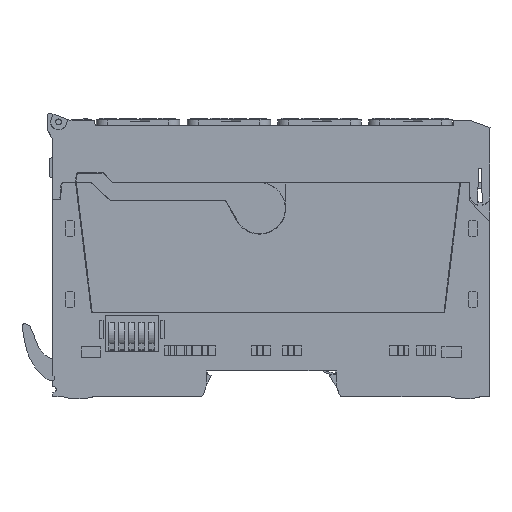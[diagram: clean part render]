
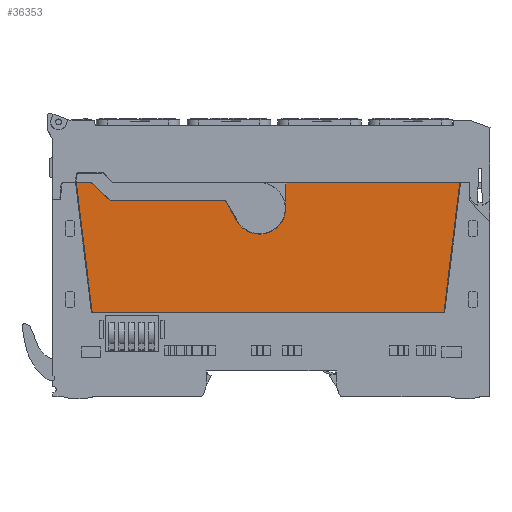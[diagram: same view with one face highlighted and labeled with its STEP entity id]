
A CAD part, left-side view. The second image highlights one B-rep face of the part: STEP entity #36353.
In plain terms, the highlighted planar face has unit normal (-1, 0, 0).
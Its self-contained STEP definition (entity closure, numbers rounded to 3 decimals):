
#654=AXIS2_PLACEMENT_3D('Plane Axis2P3D',#651,#652,#653) ;
#25155=AXIS2_PLACEMENT_3D('Circle Axis2P3D',#25153,#25154,$) ;
#25205=AXIS2_PLACEMENT_3D('Circle Axis2P3D',#25203,#25204,$) ;
#25280=AXIS2_PLACEMENT_3D('Circle Axis2P3D',#25278,#25279,$) ;
#651=CARTESIAN_POINT('Axis2P3D Location',(0.,118.817,0.6)) ;
#24985=CARTESIAN_POINT('Vertex',(0.,55.85,52.075)) ;
#24988=CARTESIAN_POINT('Line Origine',(0.,55.85,55.325)) ;
#24992=CARTESIAN_POINT('Vertex',(0.,55.85,58.575)) ;
#25013=CARTESIAN_POINT('Line Origine',(0.,55.6,58.825)) ;
#25017=CARTESIAN_POINT('Vertex',(0.,55.35,59.075)) ;
#25033=CARTESIAN_POINT('Line Origine',(0.,31.799,59.075)) ;
#25037=CARTESIAN_POINT('Vertex',(0.,8.248,59.075)) ;
#25058=CARTESIAN_POINT('Line Origine',(0.,10.421,41.375)) ;
#25062=CARTESIAN_POINT('Vertex',(0.,12.595,23.675)) ;
#25083=CARTESIAN_POINT('Line Origine',(0.,60.65,23.675)) ;
#25087=CARTESIAN_POINT('Vertex',(0.,108.705,23.675)) ;
#25108=CARTESIAN_POINT('Line Origine',(0.,110.879,41.375)) ;
#25112=CARTESIAN_POINT('Vertex',(0.,113.052,59.075)) ;
#25128=CARTESIAN_POINT('Line Origine',(0.,111.224,59.075)) ;
#25132=CARTESIAN_POINT('Vertex',(0.,109.396,59.075)) ;
#25153=CARTESIAN_POINT('Axis2P3D Location',(0.,109.396,58.075)) ;
#25157=CARTESIAN_POINT('Vertex',(0.,108.688,58.782)) ;
#25178=CARTESIAN_POINT('Line Origine',(0.,106.76,56.853)) ;
#25182=CARTESIAN_POINT('Vertex',(0.,104.831,54.924)) ;
#25203=CARTESIAN_POINT('Axis2P3D Location',(0.,102.78,56.975)) ;
#25207=CARTESIAN_POINT('Vertex',(0.,102.78,54.075)) ;
#25228=CARTESIAN_POINT('Line Origine',(0.,87.542,54.075)) ;
#25232=CARTESIAN_POINT('Vertex',(0.,72.303,54.075)) ;
#25253=CARTESIAN_POINT('Line Origine',(0.,70.701,51.3)) ;
#25257=CARTESIAN_POINT('Vertex',(0.,69.099,48.525)) ;
#25278=CARTESIAN_POINT('Axis2P3D Location',(0.,62.95,52.075)) ;
#652=DIRECTION('Axis2P3D Direction',(1.,0.,0.)) ;
#653=DIRECTION('Axis2P3D XDirection',(0.,-1.,0.)) ;
#24989=DIRECTION('Vector Direction',(0.,0.,1.)) ;
#25014=DIRECTION('Vector Direction',(0.,-0.707,0.707)) ;
#25034=DIRECTION('Vector Direction',(0.,-1.,0.)) ;
#25059=DIRECTION('Vector Direction',(0.,0.122,-0.993)) ;
#25084=DIRECTION('Vector Direction',(0.,1.,0.)) ;
#25109=DIRECTION('Vector Direction',(0.,0.122,0.993)) ;
#25129=DIRECTION('Vector Direction',(0.,-1.,0.)) ;
#25154=DIRECTION('Axis2P3D Direction',(-1.,0.,0.)) ;
#25179=DIRECTION('Vector Direction',(0.,-0.707,-0.707)) ;
#25204=DIRECTION('Axis2P3D Direction',(-1.,0.,0.)) ;
#25229=DIRECTION('Vector Direction',(0.,-1.,0.)) ;
#25254=DIRECTION('Vector Direction',(0.,-0.5,-0.866)) ;
#25279=DIRECTION('Axis2P3D Direction',(-1.,0.,0.)) ;
#24990=VECTOR('Line Direction',#24989,1.) ;
#25015=VECTOR('Line Direction',#25014,1.) ;
#25035=VECTOR('Line Direction',#25034,1.) ;
#25060=VECTOR('Line Direction',#25059,1.) ;
#25085=VECTOR('Line Direction',#25084,1.) ;
#25110=VECTOR('Line Direction',#25109,1.) ;
#25130=VECTOR('Line Direction',#25129,1.) ;
#25180=VECTOR('Line Direction',#25179,1.) ;
#25230=VECTOR('Line Direction',#25229,1.) ;
#25255=VECTOR('Line Direction',#25254,1.) ;
#36339=ORIENTED_EDGE('',*,*,#25064,.T.) ;
#36340=ORIENTED_EDGE('',*,*,#25039,.T.) ;
#36341=ORIENTED_EDGE('',*,*,#25019,.T.) ;
#36342=ORIENTED_EDGE('',*,*,#24994,.T.) ;
#36343=ORIENTED_EDGE('',*,*,#25282,.T.) ;
#36344=ORIENTED_EDGE('',*,*,#25259,.T.) ;
#36345=ORIENTED_EDGE('',*,*,#25234,.T.) ;
#36346=ORIENTED_EDGE('',*,*,#25209,.T.) ;
#36347=ORIENTED_EDGE('',*,*,#25184,.T.) ;
#36348=ORIENTED_EDGE('',*,*,#25159,.T.) ;
#36349=ORIENTED_EDGE('',*,*,#25134,.T.) ;
#36350=ORIENTED_EDGE('',*,*,#25114,.T.) ;
#36351=ORIENTED_EDGE('',*,*,#25089,.T.) ;
#36353=ADVANCED_FACE('Modul',(#36352),#655,.F.) ;
#25156=CIRCLE('generated circle',#25155,1.) ;
#25206=CIRCLE('generated circle',#25205,2.9) ;
#25281=CIRCLE('generated circle',#25280,7.1) ;
#24994=EDGE_CURVE('',#24993,#24986,#24991,.F.) ;
#25019=EDGE_CURVE('',#25018,#24993,#25016,.F.) ;
#25039=EDGE_CURVE('',#25038,#25018,#25036,.F.) ;
#25064=EDGE_CURVE('',#25063,#25038,#25061,.F.) ;
#25089=EDGE_CURVE('',#25088,#25063,#25086,.F.) ;
#25114=EDGE_CURVE('',#25113,#25088,#25111,.F.) ;
#25134=EDGE_CURVE('',#25133,#25113,#25131,.F.) ;
#25159=EDGE_CURVE('',#25158,#25133,#25156,.T.) ;
#25184=EDGE_CURVE('',#25183,#25158,#25181,.F.) ;
#25209=EDGE_CURVE('',#25208,#25183,#25206,.F.) ;
#25234=EDGE_CURVE('',#25233,#25208,#25231,.F.) ;
#25259=EDGE_CURVE('',#25258,#25233,#25256,.F.) ;
#25282=EDGE_CURVE('',#24986,#25258,#25281,.F.) ;
#36338=EDGE_LOOP('',(#36339,#36340,#36341,#36342,#36343,#36344,#36345,#36346,#36347,#36348,#36349,#36350,#36351)) ;
#36352=FACE_OUTER_BOUND('',#36338,.T.) ;
#24991=LINE('Line',#24988,#24990) ;
#25016=LINE('Line',#25013,#25015) ;
#25036=LINE('Line',#25033,#25035) ;
#25061=LINE('Line',#25058,#25060) ;
#25086=LINE('Line',#25083,#25085) ;
#25111=LINE('Line',#25108,#25110) ;
#25131=LINE('Line',#25128,#25130) ;
#25181=LINE('Line',#25178,#25180) ;
#25231=LINE('Line',#25228,#25230) ;
#25256=LINE('Line',#25253,#25255) ;
#655=PLANE('',#654) ;
#24986=VERTEX_POINT('',#24985) ;
#24993=VERTEX_POINT('',#24992) ;
#25018=VERTEX_POINT('',#25017) ;
#25038=VERTEX_POINT('',#25037) ;
#25063=VERTEX_POINT('',#25062) ;
#25088=VERTEX_POINT('',#25087) ;
#25113=VERTEX_POINT('',#25112) ;
#25133=VERTEX_POINT('',#25132) ;
#25158=VERTEX_POINT('',#25157) ;
#25183=VERTEX_POINT('',#25182) ;
#25208=VERTEX_POINT('',#25207) ;
#25233=VERTEX_POINT('',#25232) ;
#25258=VERTEX_POINT('',#25257) ;
